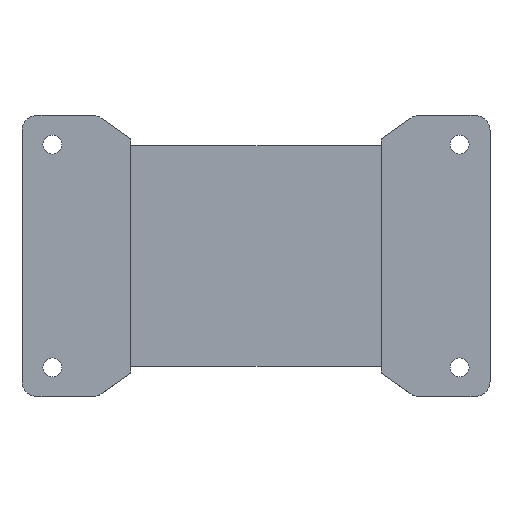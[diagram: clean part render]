
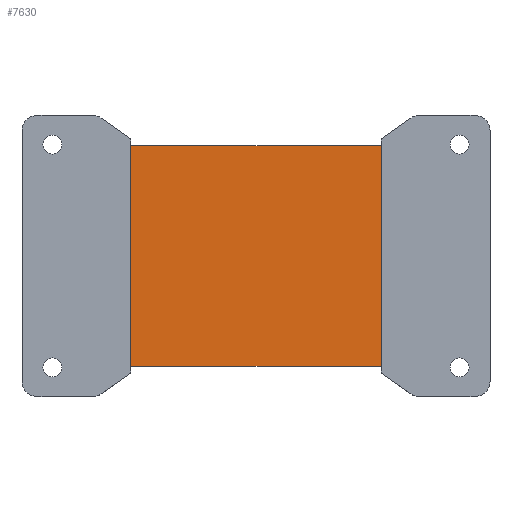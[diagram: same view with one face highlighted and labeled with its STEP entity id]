
A CAD part, top view. The second image highlights one B-rep face of the part: STEP entity #7630.
In plain terms, the highlighted planar face has unit normal (0, 0, 1).
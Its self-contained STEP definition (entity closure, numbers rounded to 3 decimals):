
#6470=CARTESIAN_POINT('',(0.05,0.,3.));
#6480=VERTEX_POINT('',#6470);
#6530=CARTESIAN_POINT('',(0.05,0.,3.));
#6540=DIRECTION('',(1.,0.,0.));
#6550=VECTOR('',#6540,1.);
#6560=LINE('',#6530,#6550);
#6570=CARTESIAN_POINT('',(50.35,0.,3.));
#6580=VERTEX_POINT('',#6570);
#6590=EDGE_CURVE('',#6480,#6580,#6560,.T.);
#6870=CARTESIAN_POINT('',(50.35,44.3,3.));
#6880=VERTEX_POINT('',#6870);
#6910=CARTESIAN_POINT('',(50.35,44.3,3.));
#6920=DIRECTION('',(-1.,0.,0.));
#6930=VECTOR('',#6920,1.);
#6940=LINE('',#6910,#6930);
#6950=CARTESIAN_POINT('',(0.05,44.3,3.));
#6960=VERTEX_POINT('',#6950);
#6970=EDGE_CURVE('',#6880,#6960,#6940,.T.);
#7190=CARTESIAN_POINT('',(50.35,0.,3.));
#7200=DIRECTION('',(0.,1.,0.));
#7210=VECTOR('',#7200,1.);
#7220=LINE('',#7190,#7210);
#7230=EDGE_CURVE('',#6580,#6880,#7220,.T.);
#7360=CARTESIAN_POINT('',(0.05,44.3,3.));
#7370=DIRECTION('',(0.,-1.,0.));
#7380=VECTOR('',#7370,1.);
#7390=LINE('',#7360,#7380);
#7400=EDGE_CURVE('',#6960,#6480,#7390,.T.);
#7520=CARTESIAN_POINT('',(25.2,22.15,3.));
#7530=DIRECTION('',(0.,0.,1.));
#7540=DIRECTION('',(1.,0.,0.));
#7550=AXIS2_PLACEMENT_3D('',#7520,#7530,#7540);
#7560=PLANE('',#7550);
#7570=ORIENTED_EDGE('',*,*,#6970,.T.);
#7580=ORIENTED_EDGE('',*,*,#7230,.T.);
#7590=ORIENTED_EDGE('',*,*,#6590,.T.);
#7600=ORIENTED_EDGE('',*,*,#7400,.T.);
#7610=EDGE_LOOP('',(#7600,#7590,#7580,#7570));
#7620=FACE_OUTER_BOUND('',#7610,.T.);
#7630=ADVANCED_FACE('',(#7620),#7560,.T.);
